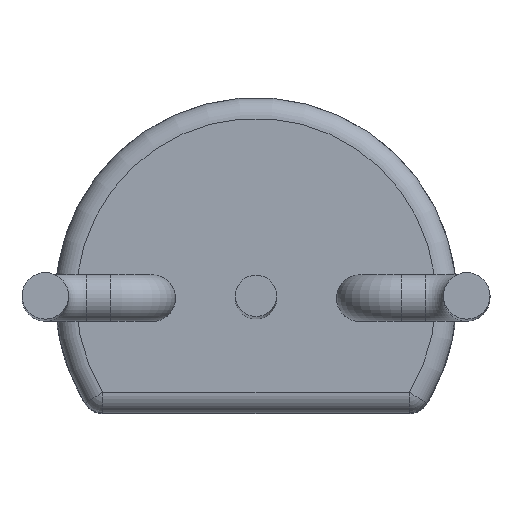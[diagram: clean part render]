
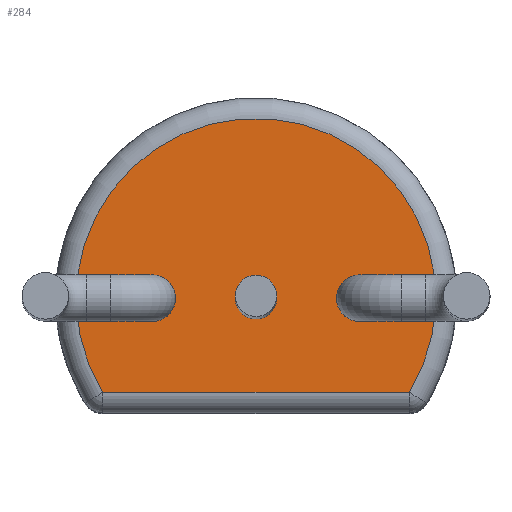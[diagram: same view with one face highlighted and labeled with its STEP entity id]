
A CAD part, top view. The second image highlights one B-rep face of the part: STEP entity #284.
In plain terms, the highlighted planar face has unit normal (0, 0, 1).
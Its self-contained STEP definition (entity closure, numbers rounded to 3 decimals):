
#204 = VERTEX_POINT('',#205);
#205 = CARTESIAN_POINT('',(1.848,-1.133,0.));
#214 = VERTEX_POINT('',#215);
#215 = CARTESIAN_POINT('',(-1.848,-1.133,0.));
#222 = EDGE_CURVE('',#204,#214,#223,.T.);
#223 = CIRCLE('',#224,2.168);
#224 = AXIS2_PLACEMENT_3D('',#225,#226,#227);
#225 = CARTESIAN_POINT('',(0.,0.,0.));
#226 = DIRECTION('',(-0.,0.,1.));
#227 = DIRECTION('',(0.82,-0.572,0.));
#284 = ADVANCED_FACE('',(#285),#294,.T.);
#285 = FACE_BOUND('',#286,.T.);
#286 = EDGE_LOOP('',(#287,#293));
#287 = ORIENTED_EDGE('',*,*,#288,.T.);
#288 = EDGE_CURVE('',#214,#204,#289,.T.);
#289 = LINE('',#290,#291);
#290 = CARTESIAN_POINT('',(-1.983,-1.133,0.));
#291 = VECTOR('',#292,1.);
#292 = DIRECTION('',(1.,0.,0.));
#293 = ORIENTED_EDGE('',*,*,#222,.T.);
#294 = PLANE('',#295);
#295 = AXIS2_PLACEMENT_3D('',#296,#297,#298);
#296 = CARTESIAN_POINT('',(0.,0.123,0.));
#297 = DIRECTION('',(0.,0.,1.));
#298 = DIRECTION('',(1.,0.,0.));
